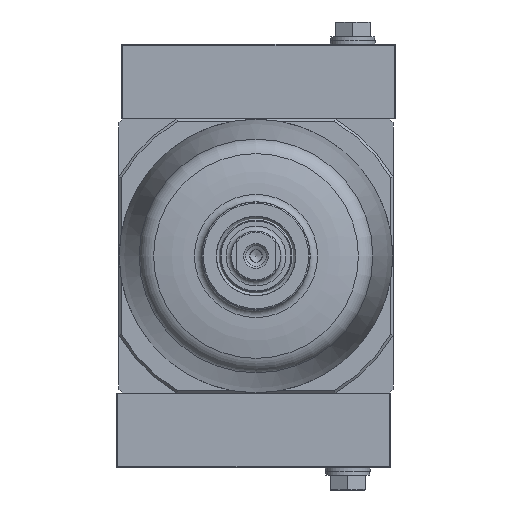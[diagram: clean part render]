
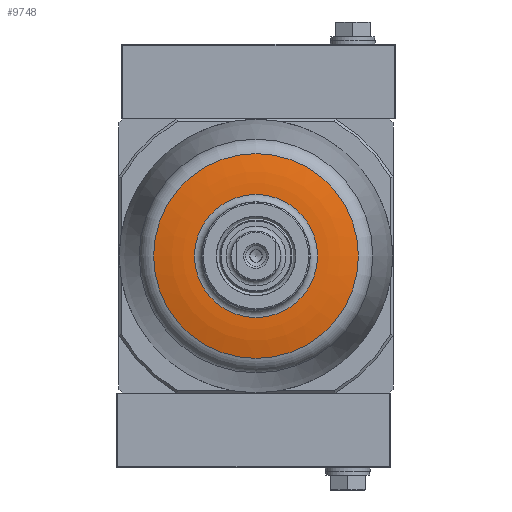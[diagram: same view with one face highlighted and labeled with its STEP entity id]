
A CAD part, front view. The second image highlights one B-rep face of the part: STEP entity #9748.
In plain terms, the highlighted toroidal (fillet/blend) face has major radius 12 mm and minor radius 33 mm.
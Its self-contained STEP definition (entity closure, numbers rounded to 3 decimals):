
#97=DEGENERATE_TOROIDAL_SURFACE('',#10553,12.,33.,
 .T.);
#2769=ORIENTED_EDGE('',*,*,#4357,.T.);
#2770=ORIENTED_EDGE('',*,*,#4358,.F.);
#4357=EDGE_CURVE('',#5262,#5262,#5847,.T.);
#4358=EDGE_CURVE('',#5263,#5263,#5848,.T.);
#5262=VERTEX_POINT('',#15379);
#5263=VERTEX_POINT('',#15382);
#5847=CIRCLE('',#10552,20.548);
#5848=CIRCLE('',#10554,12.357);
#6342=EDGE_LOOP('',(#2769));
#6343=EDGE_LOOP('',(#2770));
#7044=FACE_BOUND('',#6342,.T.);
#7045=FACE_BOUND('',#6343,.T.);
#9748=ADVANCED_FACE('',(#7044,#7045),#97,.T.);
#10552=AXIS2_PLACEMENT_3D('',#15378,#12240,#12241);
#10553=AXIS2_PLACEMENT_3D('',#15380,#12242,#12243);
#10554=AXIS2_PLACEMENT_3D('',#15381,#12244,#12245);
#12240=DIRECTION('',(0.,-1.,0.));
#12241=DIRECTION('',(0.,0.,-1.));
#12242=DIRECTION('',(0.,-1.,0.));
#12243=DIRECTION('',(0.,0.,-1.));
#12244=DIRECTION('',(0.,-1.,0.));
#12245=DIRECTION('',(0.,0.,-1.));
#15378=CARTESIAN_POINT('',(0.,-148.774,0.));
#15379=CARTESIAN_POINT('',(0.,-148.774,-20.548));
#15380=CARTESIAN_POINT('',(0.,-116.9,0.));
#15381=CARTESIAN_POINT('',(0.,-149.898,0.));
#15382=CARTESIAN_POINT('',(0.,-149.898,-12.357));
